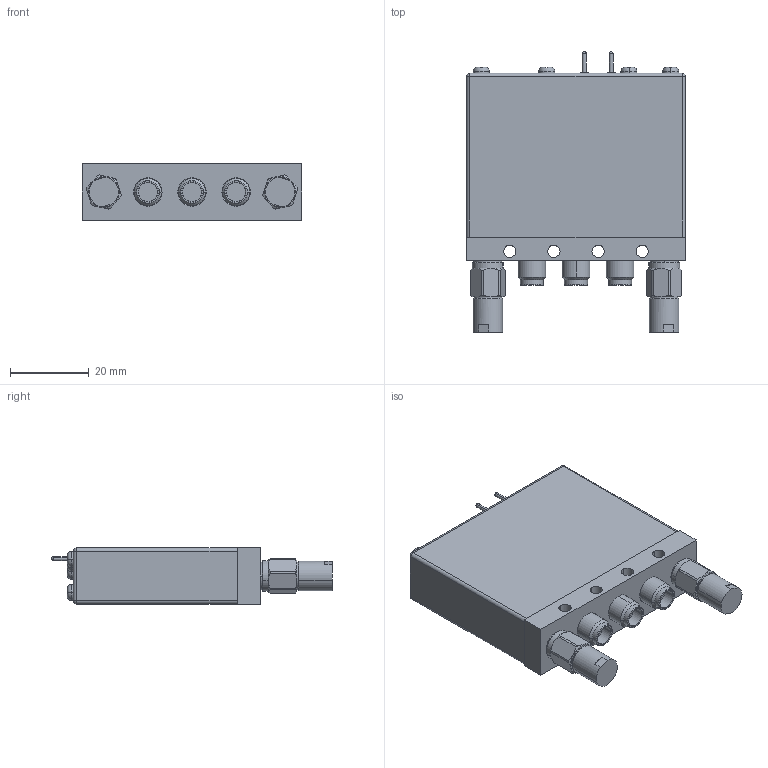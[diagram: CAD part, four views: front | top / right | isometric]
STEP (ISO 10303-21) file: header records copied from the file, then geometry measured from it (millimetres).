
FILE_DESCRIPTION (( 'STEP AP214' ), '1' );
FILE_NAME ('FMSW9025_3D.step', '2025-05-06T19:30:07', ( '' ), ( '' ), 'SwSTEP 2.0', 'SolidWorks 2022', '' );
FILE_SCHEMA (( 'AUTOMOTIVE_DESIGN' ));
Length unit declared in the file: millimetre
Products named in the file (1): FMSW9025_3D
Bounding box: 55.6 x 71.14 x 14.2 mm (x, y, z)
Volume: 39219.9 mm3; surface area: 10291.5 mm2
Topology: 1 solids, 1 shells, 351 faces, 894 edges, 560 vertices
Faces by surface type: plane 153, cylinder 84, cone 52, sphere 48, torus 14
Entity records: 10842 total; most frequent: CARTESIAN_POINT 2332, DIRECTION 1818, ORIENTED_EDGE 1768, EDGE_CURVE 884, AXIS2_PLACEMENT_3D 724, VERTEX_POINT 558, EDGE_LOOP 382, CIRCLE 372
